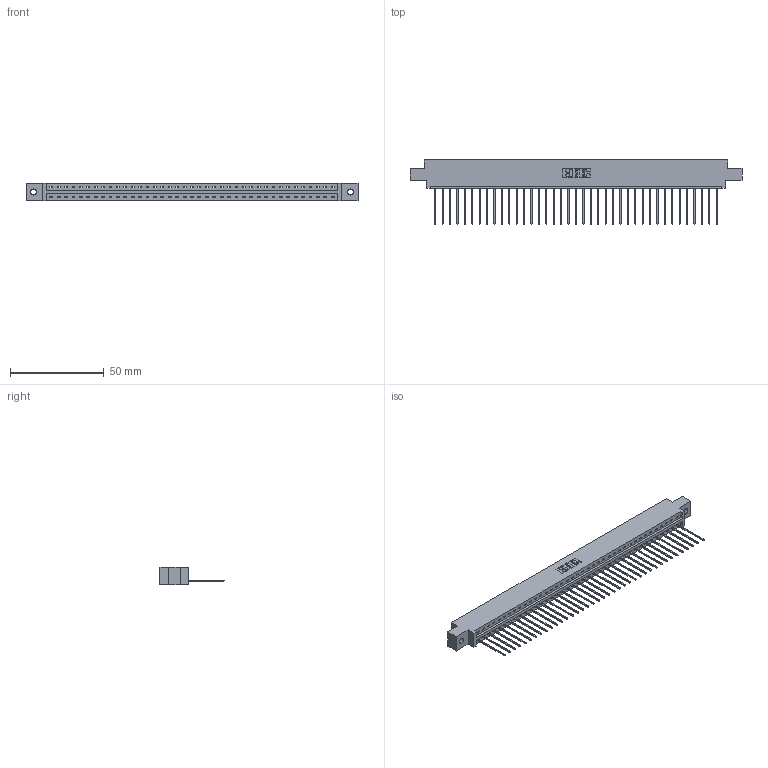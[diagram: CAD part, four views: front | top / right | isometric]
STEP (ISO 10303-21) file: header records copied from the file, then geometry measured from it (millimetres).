
FILE_DESCRIPTION (( 'STEP AP203' ), '1' );
FILE_NAME ('387-039-541-602.STEP', '2019-10-04T17:40:13', ( '' ), ( '' ), 'SwSTEP 2.0', 'SolidWorks 2016', '' );
FILE_SCHEMA (( 'CONFIG_CONTROL_DESIGN' ));
Length unit declared in the file: inch
Products named in the file (3): 387-039-541-602; 337 Part_0.170 Offset - 0.128 Dia; 345-292-001_345-293-141
Assembly tree (40 placements, depth 2):
  387-039-541-602
    337 Part_0.170 Offset - 0.128 Dia
    345-292-001_345-293-141  x39
Bounding box: 177.55 x 34.3 x 9.4 mm (x, y, z)
Volume: 18389.9 mm3; surface area: 19604.8 mm2
Topology: 40 solids, 40 shells, 2536 faces, 7655 edges, 5050 vertices
Faces by surface type: plane 1868, cylinder 668
Entity records: 29531 total; most frequent: CARTESIAN_POINT 5151, ORIENTED_EDGE 5126, DIRECTION 4341, EDGE_CURVE 2563, LINE 2435, VECTOR 2435, VERTEX_POINT 1706, AXIS2_PLACEMENT_3D 953
